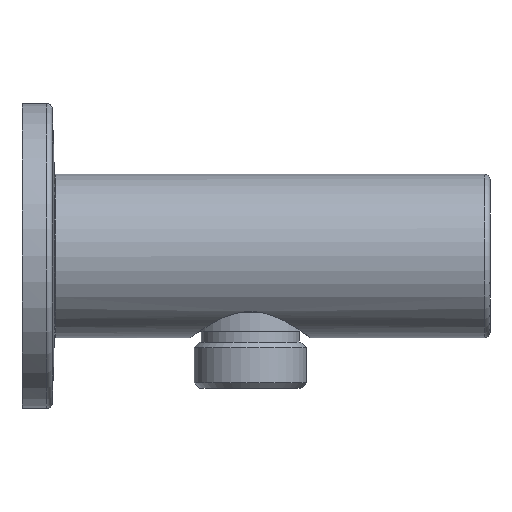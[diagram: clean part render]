
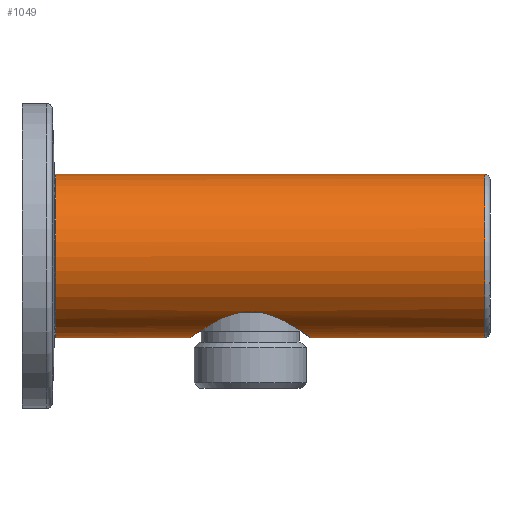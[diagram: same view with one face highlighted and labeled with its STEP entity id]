
A CAD part, left-side view. The second image highlights one B-rep face of the part: STEP entity #1049.
In plain terms, the highlighted cylindrical face has radius 15 mm (diameter 30 mm), a full revolution.
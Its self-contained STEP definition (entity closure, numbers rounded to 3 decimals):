
#131=LINE('',#5061,#177);
#132=LINE('',#5090,#178);
#177=VECTOR('',#1521,15.);
#178=VECTOR('',#1522,15.);
#191=CYLINDRICAL_SURFACE('',#1223,15.);
#220=B_SPLINE_CURVE_WITH_KNOTS('',3,(#5063,#5064,#5065,#5066,#5067,#5068,
#5069,#5070,#5071,#5072,#5073,#5074,#5075,#5076,#5077,#5078,#5079,#5080,
#5081,#5082,#5083,#5084,#5085,#5086,#5087,#5088),.UNSPECIFIED.,.F.,.F.,
(4,2,2,2,2,2,2,2,2,2,2,2,4),(1.748,1.964,2.181,
2.613,3.054,3.275,3.495,3.716,
3.936,4.377,4.81,5.027,5.243),
 .UNSPECIFIED.);
#221=B_SPLINE_CURVE_WITH_KNOTS('',3,(#5094,#5095,#5096,#5097,#5098,#5099,
#5100,#5101,#5102,#5103,#5104,#5105,#5106,#5107,#5108,#5109,#5110,#5111,
#5112,#5113,#5114,#5115,#5116,#5117,#5118,#5119,#5120),.UNSPECIFIED.,.F.,
 .F.,(4,2,2,2,2,2,3,2,2,2,2,2,4),(-1.748,-1.531,-1.315,
-0.882,-0.441,-0.221,0.,0.221,
0.441,0.882,1.315,1.531,1.748),
 .UNSPECIFIED.);
#282=FACE_OUTER_BOUND('',#357,.T.);
#357=EDGE_LOOP('',(#920,#921,#922,#923,#924,#925,#926,#927,#928,#929));
#417=CIRCLE('',#1221,15.);
#418=CIRCLE('',#1222,15.);
#419=CIRCLE('',#1224,15.);
#420=CIRCLE('',#1225,15.);
#515=VERTEX_POINT('',#5054);
#516=VERTEX_POINT('',#5056);
#517=VERTEX_POINT('',#5060);
#518=VERTEX_POINT('',#5062);
#519=VERTEX_POINT('',#5089);
#520=VERTEX_POINT('',#5091);
#652=EDGE_CURVE('',#516,#515,#417,.T.);
#653=EDGE_CURVE('',#515,#516,#418,.T.);
#654=EDGE_CURVE('',#516,#517,#131,.T.);
#655=EDGE_CURVE('',#517,#518,#220,.T.);
#656=EDGE_CURVE('',#518,#519,#132,.T.);
#657=EDGE_CURVE('',#520,#519,#419,.T.);
#658=EDGE_CURVE('',#519,#520,#420,.T.);
#659=EDGE_CURVE('',#518,#517,#221,.T.);
#920=ORIENTED_EDGE('',*,*,#652,.T.);
#921=ORIENTED_EDGE('',*,*,#653,.T.);
#922=ORIENTED_EDGE('',*,*,#654,.T.);
#923=ORIENTED_EDGE('',*,*,#655,.T.);
#924=ORIENTED_EDGE('',*,*,#656,.T.);
#925=ORIENTED_EDGE('',*,*,#657,.F.);
#926=ORIENTED_EDGE('',*,*,#658,.F.);
#927=ORIENTED_EDGE('',*,*,#656,.F.);
#928=ORIENTED_EDGE('',*,*,#659,.T.);
#929=ORIENTED_EDGE('',*,*,#654,.F.);
#1049=ADVANCED_FACE('',(#282),#191,.T.);
#1221=AXIS2_PLACEMENT_3D('',#5057,#1515,#1516);
#1222=AXIS2_PLACEMENT_3D('',#5058,#1517,#1518);
#1223=AXIS2_PLACEMENT_3D('',#5059,#1519,#1520);
#1224=AXIS2_PLACEMENT_3D('',#5092,#1523,#1524);
#1225=AXIS2_PLACEMENT_3D('',#5093,#1525,#1526);
#1515=DIRECTION('center_axis',(0.,1.,0.));
#1516=DIRECTION('ref_axis',(0.,0.,-1.));
#1517=DIRECTION('center_axis',(0.,1.,0.));
#1518=DIRECTION('ref_axis',(0.,0.,-1.));
#1519=DIRECTION('center_axis',(0.,-1.,0.));
#1520=DIRECTION('ref_axis',(0.,0.,1.));
#1521=DIRECTION('',(0.,1.,0.));
#1522=DIRECTION('',(0.,1.,0.));
#1523=DIRECTION('center_axis',(0.,1.,0.));
#1524=DIRECTION('ref_axis',(0.,0.,-1.));
#1525=DIRECTION('center_axis',(0.,1.,0.));
#1526=DIRECTION('ref_axis',(0.,0.,-1.));
#5054=CARTESIAN_POINT('',(-32.739,1.,19.194));
#5056=CARTESIAN_POINT('',(-32.605,1.,-10.805));
#5057=CARTESIAN_POINT('Origin',(-32.605,1.,4.195));
#5058=CARTESIAN_POINT('Origin',(-32.605,1.,4.195));
#5059=CARTESIAN_POINT('Origin',(-32.605,84.,4.195));
#5060=CARTESIAN_POINT('',(-32.605,33.,-10.805));
#5061=CARTESIAN_POINT('',(-32.605,84.,-10.805));
#5062=CARTESIAN_POINT('',(-32.605,55.,-10.805));
#5063=CARTESIAN_POINT('Ctrl Pts',(-32.605,33.,-10.805));
#5064=CARTESIAN_POINT('Ctrl Pts',(-31.884,33.,-10.805));
#5065=CARTESIAN_POINT('Ctrl Pts',(-31.146,33.072,-10.752));
#5066=CARTESIAN_POINT('Ctrl Pts',(-29.698,33.365,-10.539));
#5067=CARTESIAN_POINT('Ctrl Pts',(-28.986,33.586,-10.379));
#5068=CARTESIAN_POINT('Ctrl Pts',(-26.963,34.444,-9.775));
#5069=CARTESIAN_POINT('Ctrl Pts',(-25.764,35.284,-9.199));
#5070=CARTESIAN_POINT('Ctrl Pts',(-23.871,37.177,-8.051));
#5071=CARTESIAN_POINT('Ctrl Pts',(-23.042,38.374,-7.387));
#5072=CARTESIAN_POINT('Ctrl Pts',(-22.193,40.378,-6.61));
#5073=CARTESIAN_POINT('Ctrl Pts',(-21.974,41.082,-6.389));
#5074=CARTESIAN_POINT('Ctrl Pts',(-21.679,42.525,-6.085));
#5075=CARTESIAN_POINT('Ctrl Pts',(-21.605,43.265,-6.003));
#5076=CARTESIAN_POINT('Ctrl Pts',(-21.605,44.735,-6.003));
#5077=CARTESIAN_POINT('Ctrl Pts',(-21.679,45.475,-6.085));
#5078=CARTESIAN_POINT('Ctrl Pts',(-21.974,46.918,-6.389));
#5079=CARTESIAN_POINT('Ctrl Pts',(-22.193,47.622,-6.61));
#5080=CARTESIAN_POINT('Ctrl Pts',(-23.042,49.626,-7.387));
#5081=CARTESIAN_POINT('Ctrl Pts',(-23.871,50.823,-8.051));
#5082=CARTESIAN_POINT('Ctrl Pts',(-25.764,52.716,-9.199));
#5083=CARTESIAN_POINT('Ctrl Pts',(-26.963,53.556,-9.775));
#5084=CARTESIAN_POINT('Ctrl Pts',(-28.986,54.414,-10.379));
#5085=CARTESIAN_POINT('Ctrl Pts',(-29.698,54.635,-10.539));
#5086=CARTESIAN_POINT('Ctrl Pts',(-31.146,54.928,-10.752));
#5087=CARTESIAN_POINT('Ctrl Pts',(-31.884,55.,-10.805));
#5088=CARTESIAN_POINT('Ctrl Pts',(-32.605,55.,-10.805));
#5089=CARTESIAN_POINT('',(-32.605,79.7,-10.805));
#5090=CARTESIAN_POINT('',(-32.605,84.,-10.805));
#5091=CARTESIAN_POINT('',(-32.803,79.7,19.194));
#5092=CARTESIAN_POINT('Origin',(-32.605,79.7,4.195));
#5093=CARTESIAN_POINT('Origin',(-32.605,79.7,4.195));
#5094=CARTESIAN_POINT('Ctrl Pts',(-32.605,55.,-10.805));
#5095=CARTESIAN_POINT('Ctrl Pts',(-33.326,55.,-10.805));
#5096=CARTESIAN_POINT('Ctrl Pts',(-34.063,54.928,-10.752));
#5097=CARTESIAN_POINT('Ctrl Pts',(-35.512,54.635,-10.539));
#5098=CARTESIAN_POINT('Ctrl Pts',(-36.223,54.414,-10.379));
#5099=CARTESIAN_POINT('Ctrl Pts',(-38.247,53.556,-9.775));
#5100=CARTESIAN_POINT('Ctrl Pts',(-39.445,52.716,-9.199));
#5101=CARTESIAN_POINT('Ctrl Pts',(-41.338,50.823,-8.051));
#5102=CARTESIAN_POINT('Ctrl Pts',(-42.168,49.626,-7.387));
#5103=CARTESIAN_POINT('Ctrl Pts',(-43.017,47.622,-6.61));
#5104=CARTESIAN_POINT('Ctrl Pts',(-43.236,46.918,-6.389));
#5105=CARTESIAN_POINT('Ctrl Pts',(-43.53,45.475,-6.085));
#5106=CARTESIAN_POINT('Ctrl Pts',(-43.605,44.735,-6.003));
#5107=CARTESIAN_POINT('Ctrl Pts',(-43.605,44.,-6.003));
#5108=CARTESIAN_POINT('Ctrl Pts',(-43.605,43.265,-6.003));
#5109=CARTESIAN_POINT('Ctrl Pts',(-43.53,42.525,-6.085));
#5110=CARTESIAN_POINT('Ctrl Pts',(-43.236,41.082,-6.389));
#5111=CARTESIAN_POINT('Ctrl Pts',(-43.017,40.378,-6.61));
#5112=CARTESIAN_POINT('Ctrl Pts',(-42.168,38.374,-7.387));
#5113=CARTESIAN_POINT('Ctrl Pts',(-41.338,37.177,-8.051));
#5114=CARTESIAN_POINT('Ctrl Pts',(-39.445,35.284,-9.199));
#5115=CARTESIAN_POINT('Ctrl Pts',(-38.247,34.444,-9.775));
#5116=CARTESIAN_POINT('Ctrl Pts',(-36.223,33.586,-10.379));
#5117=CARTESIAN_POINT('Ctrl Pts',(-35.512,33.365,-10.539));
#5118=CARTESIAN_POINT('Ctrl Pts',(-34.063,33.072,-10.752));
#5119=CARTESIAN_POINT('Ctrl Pts',(-33.326,33.,-10.805));
#5120=CARTESIAN_POINT('Ctrl Pts',(-32.605,33.,-10.805));
